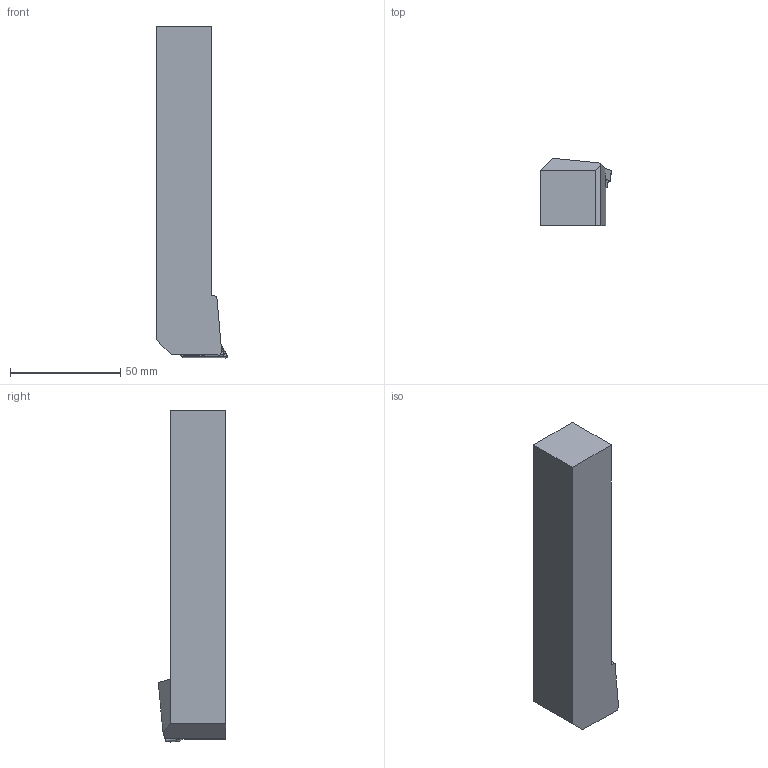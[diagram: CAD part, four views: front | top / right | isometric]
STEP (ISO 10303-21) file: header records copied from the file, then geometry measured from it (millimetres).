
FILE_DESCRIPTION(/* description */ (''),/* implementation_level */ '2;1');
FILE_NAME(/* name */ 'PTFNL2525M22_SIM.stp',/* time_stamp */ '2023-02-28T10:20:41+01:00',/* author */ (''),/* organization */ (''),/* preprocessor_version */ 'ST-DEVELOPER v16.7',/* originating_system */ 'SIEMENS PLM Software NX 12.0',/* authorisation */ '');
FILE_SCHEMA (('AUTOMOTIVE_DESIGN { 1 0 10303 214 3 1 1 1 }'));
Length unit declared in the file: millimetre
Products named in the file (1): kl6239280A36s9ed
Bounding box: 32.2 x 30.6 x 150.5 mm (x, y, z)
Volume: 97148.2 mm3; surface area: 17417.9 mm2
Topology: 2 solids, 2 shells, 32 faces, 82 edges, 54 vertices
Faces by surface type: plane 24, cylinder 7, cone 1
Full cylindrical faces by diameter (mm): 5 x1
Entity records: 988 total; most frequent: CARTESIAN_POINT 165, DIRECTION 160, ORIENTED_EDGE 158, EDGE_CURVE 79, LINE 64, VECTOR 64, VERTEX_POINT 53, AXIS2_PLACEMENT_3D 48
